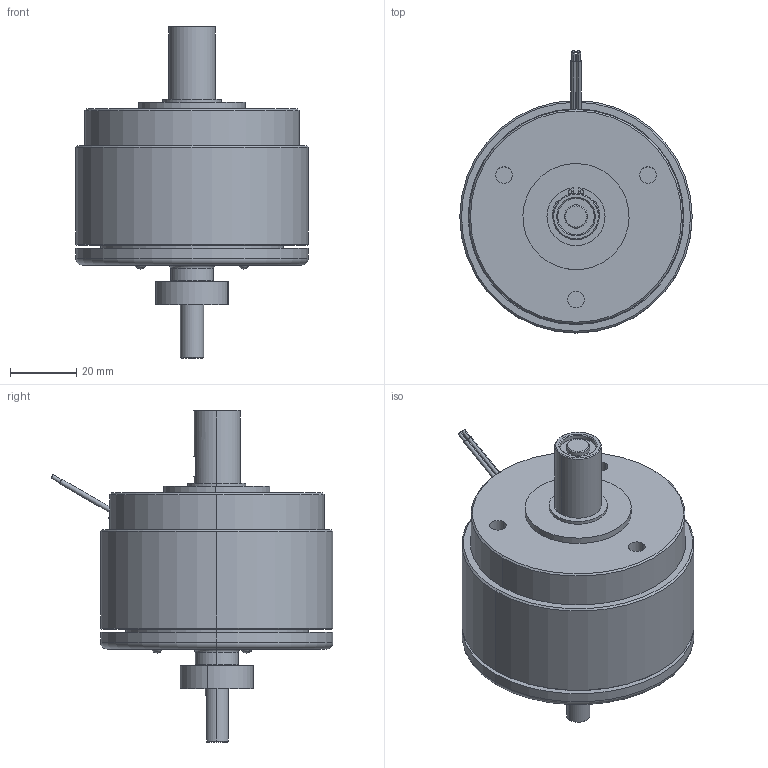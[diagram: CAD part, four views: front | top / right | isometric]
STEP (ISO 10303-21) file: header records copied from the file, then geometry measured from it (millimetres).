
FILE_DESCRIPTION (( 'STEP AP203' ), '1' );
FILE_NAME ('HC2.5.STEP', '2018-12-18T01:15:56', ( 'test' ), ( 'Microsoft' ), 'SwSTEP 2.0', 'SolidWorks 2018', '' );
FILE_SCHEMA (( 'CONFIG_CONTROL_DESIGN' ));
Length unit declared in the file: millimetre
Products named in the file (1): HC2.5
Bounding box: 70 x 84.92 x 100 mm (x, y, z)
Volume: 175246.4 mm3; surface area: 48344.8 mm2
Topology: 1 solids, 2 shells, 138 faces, 287 edges, 183 vertices
Faces by surface type: cylinder 66, plane 43, cone 17, sphere 6, torus 4, bspline 2
Entity records: 3874 total; most frequent: DIRECTION 723, CARTESIAN_POINT 717, ORIENTED_EDGE 574, AXIS2_PLACEMENT_3D 313, EDGE_CURVE 287, VERTEX_POINT 183, CIRCLE 176, EDGE_LOOP 168
